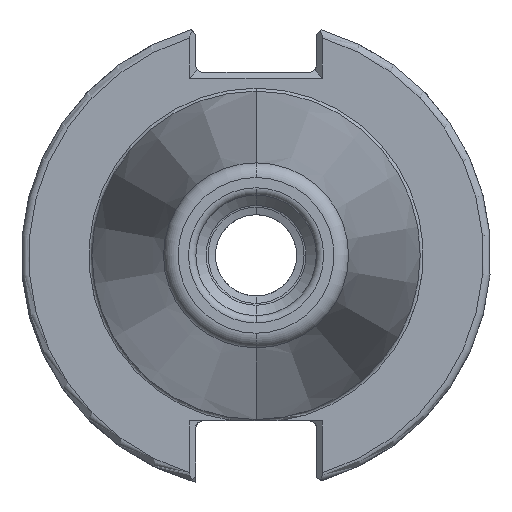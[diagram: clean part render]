
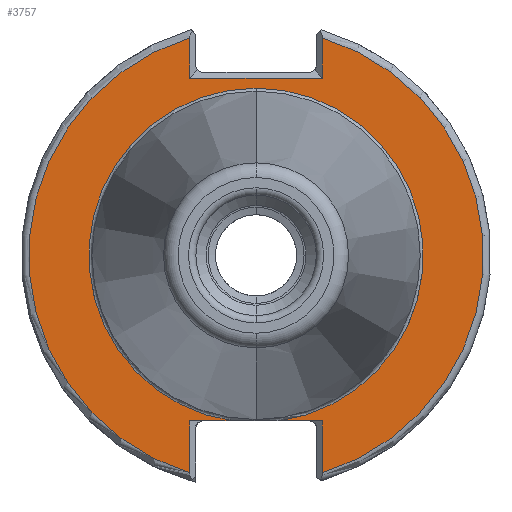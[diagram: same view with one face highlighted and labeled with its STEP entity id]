
A CAD part, left-side view. The second image highlights one B-rep face of the part: STEP entity #3757.
In plain terms, the highlighted planar face has unit normal (-1, 0, 0).
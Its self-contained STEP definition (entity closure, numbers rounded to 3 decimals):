
#26 = ORIENTED_EDGE ( 'NONE', *, *, #3423, .F. ) ;
#57 = EDGE_CURVE ( 'NONE', #4658, #2489, #124, .T. ) ;
#124 = CIRCLE ( 'NONE', #1882, 22.625 ) ;
#143 = CARTESIAN_POINT ( 'NONE',  ( -76.82, -8.99, -22.41 ) ) ;
#229 = ORIENTED_EDGE ( 'NONE', *, *, #3751, .T. ) ;
#336 = VERTEX_POINT ( 'NONE', #4523 ) ;
#366 = VECTOR ( 'NONE', #3227, 1000. ) ;
#450 = CARTESIAN_POINT ( 'NONE',  ( -76.82, -8.19, -22.41 ) ) ;
#460 = DIRECTION ( 'NONE',  ( 0., -1., 0. ) ) ;
#488 = CIRCLE ( 'NONE', #4856, 30.775 ) ;
#513 = VECTOR ( 'NONE', #4077, 1000. ) ;
#550 = VECTOR ( 'NONE', #460, 1000. ) ;
#576 = VERTEX_POINT ( 'NONE', #3190 ) ;
#616 = VERTEX_POINT ( 'NONE', #2405 ) ;
#680 = LINE ( 'NONE', #853, #3743 ) ;
#724 = CARTESIAN_POINT ( 'NONE',  ( -76.82, 3.112, -22.41 ) ) ;
#755 = CARTESIAN_POINT ( 'NONE',  ( -76.82, 0., 22.625 ) ) ;
#853 = CARTESIAN_POINT ( 'NONE',  ( -76.82, -8.19, -22.41 ) ) ;
#862 = DIRECTION ( 'NONE',  ( 0., -1., 0. ) ) ;
#868 = DIRECTION ( 'NONE',  ( 0., 0., 1. ) ) ;
#882 = DIRECTION ( 'NONE',  ( -1., 0., 0. ) ) ;
#894 = CARTESIAN_POINT ( 'NONE',  ( -76.82, 0., 0. ) ) ;
#1040 = VERTEX_POINT ( 'NONE', #143 ) ;
#1198 = DIRECTION ( 'NONE',  ( 0., 0., -1. ) ) ;
#1199 = LINE ( 'NONE', #3352, #3229 ) ;
#1479 = VERTEX_POINT ( 'NONE', #5138 ) ;
#1487 = LINE ( 'NONE', #450, #550 ) ;
#1553 = LINE ( 'NONE', #3055, #366 ) ;
#1683 = LINE ( 'NONE', #3498, #3806 ) ;
#1781 = VERTEX_POINT ( 'NONE', #2545 ) ;
#1792 = VERTEX_POINT ( 'NONE', #2492 ) ;
#1810 = CARTESIAN_POINT ( 'NONE',  ( -76.82, -8.99, 0. ) ) ;
#1859 = ORIENTED_EDGE ( 'NONE', *, *, #3238, .T. ) ;
#1882 = AXIS2_PLACEMENT_3D ( 'NONE', #4688, #4504, #4526 ) ;
#1935 = FACE_OUTER_BOUND ( 'NONE', #3957, .T. ) ;
#1997 = ORIENTED_EDGE ( 'NONE', *, *, #3496, .T. ) ;
#2122 = VERTEX_POINT ( 'NONE', #4344 ) ;
#2184 = LINE ( 'NONE', #1810, #5072 ) ;
#2405 = CARTESIAN_POINT ( 'NONE',  ( -76.82, 8.99, -29.433 ) ) ;
#2489 = VERTEX_POINT ( 'NONE', #724 ) ;
#2492 = CARTESIAN_POINT ( 'NONE',  ( -76.82, 8.99, -22.41 ) ) ;
#2545 = CARTESIAN_POINT ( 'NONE',  ( -76.82, -8.99, 29.433 ) ) ;
#2653 = AXIS2_PLACEMENT_3D ( 'NONE', #5059, #4899, #4886 ) ;
#2821 = ORIENTED_EDGE ( 'NONE', *, *, #3162, .T. ) ;
#2850 = AXIS2_PLACEMENT_3D ( 'NONE', #4950, #4931, #4911 ) ;
#2932 = ORIENTED_EDGE ( 'NONE', *, *, #3250, .T. ) ;
#3055 = CARTESIAN_POINT ( 'NONE',  ( -76.82, 8.99, 0. ) ) ;
#3085 = DIRECTION ( 'NONE',  ( 0., 0., -1. ) ) ;
#3104 = DIRECTION ( 'NONE',  ( -1., 0., 0. ) ) ;
#3121 = CARTESIAN_POINT ( 'NONE',  ( -76.82, 0., 0. ) ) ;
#3162 = EDGE_CURVE ( 'NONE', #2122, #576, #1683, .T. ) ;
#3189 = ORIENTED_EDGE ( 'NONE', *, *, #3931, .T. ) ;
#3190 = CARTESIAN_POINT ( 'NONE',  ( -76.82, 8.99, 29.433 ) ) ;
#3227 = DIRECTION ( 'NONE',  ( 0., 0., 1. ) ) ;
#3229 = VECTOR ( 'NONE', #3288, 1000. ) ;
#3238 = EDGE_CURVE ( 'NONE', #576, #616, #488, .T. ) ;
#3250 = EDGE_CURVE ( 'NONE', #616, #1792, #1553, .T. ) ;
#3288 = DIRECTION ( 'NONE',  ( 0., 1., 0. ) ) ;
#3311 = ORIENTED_EDGE ( 'NONE', *, *, #3835, .T. ) ;
#3352 = CARTESIAN_POINT ( 'NONE',  ( -76.82, 0., 24. ) ) ;
#3423 = EDGE_CURVE ( 'NONE', #4276, #4658, #3858, .T. ) ;
#3450 = EDGE_CURVE ( 'NONE', #1792, #2489, #680, .T. ) ;
#3496 = EDGE_CURVE ( 'NONE', #4276, #1040, #1487, .T. ) ;
#3498 = CARTESIAN_POINT ( 'NONE',  ( -76.82, 8.99, 30.701 ) ) ;
#3535 = DIRECTION ( 'NONE',  ( 0., 0., 1. ) ) ;
#3631 = ORIENTED_EDGE ( 'NONE', *, *, #57, .F. ) ;
#3713 = EDGE_CURVE ( 'NONE', #1040, #1479, #2184, .T. ) ;
#3715 = LINE ( 'NONE', #4305, #513 ) ;
#3743 = VECTOR ( 'NONE', #862, 1000. ) ;
#3751 = EDGE_CURVE ( 'NONE', #1479, #1781, #4031, .T. ) ;
#3757 = ADVANCED_FACE ( 'NONE', ( #1935 ), #4984, .F. ) ;
#3806 = VECTOR ( 'NONE', #3535, 1000. ) ;
#3835 = EDGE_CURVE ( 'NONE', #1781, #336, #3715, .T. ) ;
#3858 = CIRCLE ( 'NONE', #4518, 22.625 ) ;
#3931 = EDGE_CURVE ( 'NONE', #336, #2122, #1199, .T. ) ;
#3957 = EDGE_LOOP ( 'NONE', ( #2821, #1859, #2932, #5008, #3631, #26, #1997, #4341, #229, #3311, #3189 ) ) ;
#4031 = CIRCLE ( 'NONE', #2850, 30.775 ) ;
#4077 = DIRECTION ( 'NONE',  ( 0., 0., -1. ) ) ;
#4276 = VERTEX_POINT ( 'NONE', #5125 ) ;
#4305 = CARTESIAN_POINT ( 'NONE',  ( -76.82, -8.99, 24.8 ) ) ;
#4341 = ORIENTED_EDGE ( 'NONE', *, *, #3713, .T. ) ;
#4344 = CARTESIAN_POINT ( 'NONE',  ( -76.82, 8.99, 24. ) ) ;
#4504 = DIRECTION ( 'NONE',  ( -1., 0., 0. ) ) ;
#4518 = AXIS2_PLACEMENT_3D ( 'NONE', #894, #882, #868 ) ;
#4523 = CARTESIAN_POINT ( 'NONE',  ( -76.82, -8.99, 24. ) ) ;
#4526 = DIRECTION ( 'NONE',  ( 0., 0., 1. ) ) ;
#4658 = VERTEX_POINT ( 'NONE', #755 ) ;
#4688 = CARTESIAN_POINT ( 'NONE',  ( -76.82, 0., 0. ) ) ;
#4856 = AXIS2_PLACEMENT_3D ( 'NONE', #3121, #3104, #3085 ) ;
#4886 = DIRECTION ( 'NONE',  ( 0., 0., -1. ) ) ;
#4899 = DIRECTION ( 'NONE',  ( 1., 0., 0. ) ) ;
#4911 = DIRECTION ( 'NONE',  ( 0., 0., -1. ) ) ;
#4931 = DIRECTION ( 'NONE',  ( -1., 0., 0. ) ) ;
#4950 = CARTESIAN_POINT ( 'NONE',  ( -76.82, 0., 0. ) ) ;
#4984 = PLANE ( 'NONE',  #2653 ) ;
#5008 = ORIENTED_EDGE ( 'NONE', *, *, #3450, .T. ) ;
#5059 = CARTESIAN_POINT ( 'NONE',  ( -76.82, 0., 0. ) ) ;
#5072 = VECTOR ( 'NONE', #1198, 1000. ) ;
#5125 = CARTESIAN_POINT ( 'NONE',  ( -76.82, -3.112, -22.41 ) ) ;
#5138 = CARTESIAN_POINT ( 'NONE',  ( -76.82, -8.99, -29.433 ) ) ;
